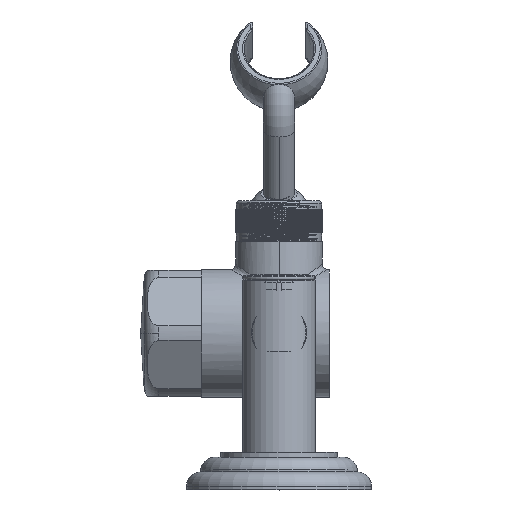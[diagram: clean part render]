
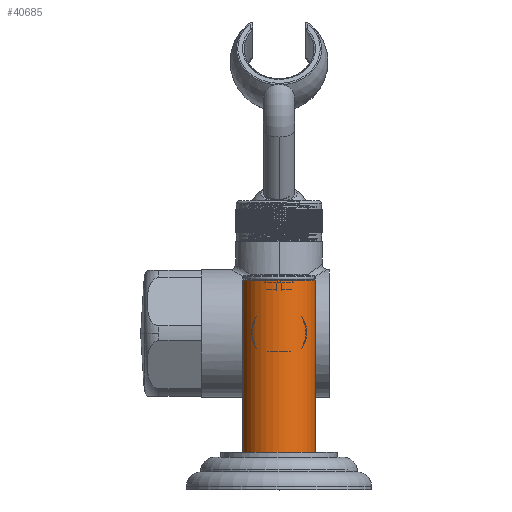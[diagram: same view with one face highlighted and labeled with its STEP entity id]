
A CAD part, top view. The second image highlights one B-rep face of the part: STEP entity #40685.
In plain terms, the highlighted cylindrical face has radius 11.913 mm (diameter 23.825 mm), a partial arc.
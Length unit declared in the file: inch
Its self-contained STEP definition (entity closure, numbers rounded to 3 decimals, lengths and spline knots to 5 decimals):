
#37134=DIRECTION('',(0.,1.,0.));
#37135=VECTOR('',#37134,2.187);
#37136=CARTESIAN_POINT('',(0.469,-1.522,11.5));
#37137=LINE('',#37136,#37135);
#37138=DIRECTION('',(0.,-1.,0.));
#37139=VECTOR('',#37138,2.187);
#37140=CARTESIAN_POINT('',(-0.469,0.665,11.5));
#37141=LINE('',#37140,#37139);
#37168=CARTESIAN_POINT('',(0.,-1.522,11.5));
#37169=DIRECTION('',(0.,-1.,0.));
#37170=DIRECTION('',(1.,0.,0.));
#37171=AXIS2_PLACEMENT_3D('',#37168,#37169,#37170);
#37693=CARTESIAN_POINT('',(0.,0.665,11.5));
#37694=DIRECTION('',(0.,1.,0.));
#37695=DIRECTION('',(-1.,0.,0.));
#37696=AXIS2_PLACEMENT_3D('',#37693,#37694,#37695);
#37771=CARTESIAN_POINT('',(-0.469,0.665,11.5));
#37772=CARTESIAN_POINT('',(0.469,0.665,11.5));
#37773=VERTEX_POINT('',#37771);
#37774=VERTEX_POINT('',#37772);
#38182=CARTESIAN_POINT('',(0.469,-1.522,11.5));
#38183=CARTESIAN_POINT('',(-0.469,-1.522,11.5));
#38184=VERTEX_POINT('',#38182);
#38185=VERTEX_POINT('',#38183);
#40672=CARTESIAN_POINT('',(0.,-0.4285,11.5));
#40673=DIRECTION('',(0.,-1.,0.));
#40674=DIRECTION('',(1.,0.,0.));
#40675=AXIS2_PLACEMENT_3D('',#40672,#40673,#40674);
#40676=CYLINDRICAL_SURFACE('',#40675,0.469);
#40678=ORIENTED_EDGE('',*,*,#40677,.T.);
#40679=ORIENTED_EDGE('',*,*,#40648,.F.);
#40681=ORIENTED_EDGE('',*,*,#40680,.T.);
#40682=ORIENTED_EDGE('',*,*,#40644,.F.);
#40683=EDGE_LOOP('',(#40678,#40679,#40681,#40682));
#40684=FACE_OUTER_BOUND('',#40683,.F.);
#40685=ADVANCED_FACE('',(#40684),#40676,.T.);
#37172=CIRCLE('',#37171,0.469);
#37697=CIRCLE('',#37696,0.469);
#40644=EDGE_CURVE('',#38184,#37774,#37137,.T.);
#40648=EDGE_CURVE('',#37773,#38185,#37141,.T.);
#40677=EDGE_CURVE('',#38184,#38185,#37172,.T.);
#40680=EDGE_CURVE('',#37773,#37774,#37697,.T.);
